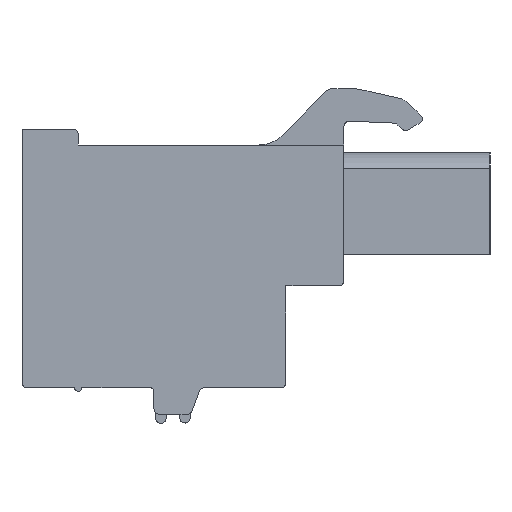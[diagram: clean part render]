
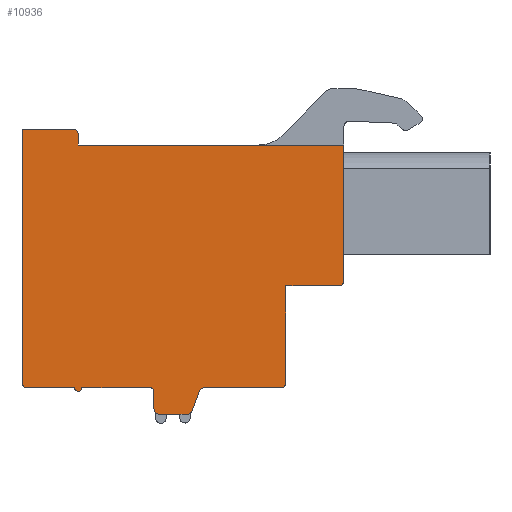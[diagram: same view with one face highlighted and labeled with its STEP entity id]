
A CAD part, left-side view. The second image highlights one B-rep face of the part: STEP entity #10936.
In plain terms, the highlighted planar face has unit normal (-1, 0, 0).
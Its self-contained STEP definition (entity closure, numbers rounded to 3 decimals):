
#102=DIRECTION('',(0.,0.,1.));
#103=VECTOR('',#102,5.5);
#104=CARTESIAN_POINT('',(-66.66,-2.36,-6.54));
#105=LINE('',#104,#103);
#110=CARTESIAN_POINT('',(-66.66,-5.36,-0.74));
#111=DIRECTION('',(1.,0.,0.));
#112=DIRECTION('',(0.,-1.,0.));
#113=AXIS2_PLACEMENT_3D('',#110,#111,#112);
#115=DIRECTION('',(0.,-1.,0.));
#116=VECTOR('',#115,3.);
#117=CARTESIAN_POINT('',(-66.66,-2.36,-1.04));
#118=LINE('',#117,#116);
#119=CARTESIAN_POINT('',(-66.66,-2.06,-6.54));
#120=DIRECTION('',(1.,0.,0.));
#121=DIRECTION('',(0.,-1.,0.));
#122=AXIS2_PLACEMENT_3D('',#119,#120,#121);
#124=DIRECTION('',(0.,1.,0.));
#125=VECTOR('',#124,4.34);
#126=CARTESIAN_POINT('',(-66.66,-2.06,-6.84));
#127=LINE('',#126,#125);
#128=CARTESIAN_POINT('',(-66.66,2.28,-7.14));
#129=DIRECTION('',(-1.,0.,0.));
#130=DIRECTION('',(0.,0.,1.));
#131=AXIS2_PLACEMENT_3D('',#128,#129,#130);
#133=DIRECTION('',(0.,0.345,-0.939));
#134=VECTOR('',#133,1.179);
#135=CARTESIAN_POINT('',(-66.66,2.562,-7.037));
#136=LINE('',#135,#134);
#137=CARTESIAN_POINT('',(-66.66,3.25,-8.04));
#138=DIRECTION('',(1.,0.,0.));
#139=DIRECTION('',(0.,-0.939,-0.345));
#140=AXIS2_PLACEMENT_3D('',#137,#138,#139);
#142=DIRECTION('',(0.,1.,0.));
#143=VECTOR('',#142,1.59);
#144=CARTESIAN_POINT('',(-66.66,3.25,-8.34));
#145=LINE('',#144,#143);
#146=CARTESIAN_POINT('',(-66.66,4.84,-8.04));
#147=DIRECTION('',(1.,0.,0.));
#148=DIRECTION('',(0.,0.,-1.));
#149=AXIS2_PLACEMENT_3D('',#146,#147,#148);
#151=DIRECTION('',(0.,0.,1.));
#152=VECTOR('',#151,1.);
#153=CARTESIAN_POINT('',(-66.66,5.14,-8.04));
#154=LINE('',#153,#152);
#155=CARTESIAN_POINT('',(-66.66,5.34,-7.04));
#156=DIRECTION('',(-1.,0.,0.));
#157=DIRECTION('',(0.,-1.,0.));
#158=AXIS2_PLACEMENT_3D('',#155,#156,#157);
#160=DIRECTION('',(0.,1.,0.));
#161=VECTOR('',#160,3.9);
#162=CARTESIAN_POINT('',(-66.66,5.34,-6.84));
#163=LINE('',#162,#161);
#164=CARTESIAN_POINT('',(-66.66,9.44,-6.84));
#165=DIRECTION('',(1.,0.,0.));
#166=DIRECTION('',(0.,-1.,0.));
#167=AXIS2_PLACEMENT_3D('',#164,#165,#166);
#169=DIRECTION('',(0.,1.,0.));
#170=VECTOR('',#169,2.7);
#171=CARTESIAN_POINT('',(-66.66,9.64,-6.84));
#172=LINE('',#171,#170);
#173=CARTESIAN_POINT('',(-66.66,12.34,-6.54));
#174=DIRECTION('',(1.,0.,0.));
#175=DIRECTION('',(0.,0.,-1.));
#176=AXIS2_PLACEMENT_3D('',#173,#174,#175);
#178=DIRECTION('',(0.,0.,1.));
#179=VECTOR('',#178,14.4);
#180=CARTESIAN_POINT('',(-66.66,12.64,-6.54));
#181=LINE('',#180,#179);
#182=DIRECTION('',(0.,-1.,0.));
#183=VECTOR('',#182,2.9);
#184=CARTESIAN_POINT('',(-66.66,12.64,7.86));
#185=LINE('',#184,#183);
#186=CARTESIAN_POINT('',(-66.66,9.74,7.56));
#187=DIRECTION('',(1.,0.,0.));
#188=DIRECTION('',(0.,0.,1.));
#189=AXIS2_PLACEMENT_3D('',#186,#187,#188);
#191=DIRECTION('',(0.,0.,-1.));
#192=VECTOR('',#191,0.6);
#193=CARTESIAN_POINT('',(-66.66,9.44,7.56));
#194=LINE('',#193,#192);
#195=DIRECTION('',(0.,-1.,0.));
#196=VECTOR('',#195,15.1);
#197=CARTESIAN_POINT('',(-66.66,9.44,6.96));
#198=LINE('',#197,#196);
#3277=DIRECTION('',(0.,0.,1.));
#3278=VECTOR('',#3277,7.7);
#3279=CARTESIAN_POINT('',(-66.66,-5.66,-0.74));
#3280=LINE('',#3279,#3278);
#8255=CARTESIAN_POINT('',(-66.66,9.44,6.96));
#8256=CARTESIAN_POINT('',(-66.66,-5.66,6.96));
#8257=VERTEX_POINT('',#8255);
#8258=VERTEX_POINT('',#8256);
#8259=CARTESIAN_POINT('',(-66.66,-2.36,-6.54));
#8260=CARTESIAN_POINT('',(-66.66,-2.06,-6.84));
#8261=VERTEX_POINT('',#8259);
#8262=VERTEX_POINT('',#8260);
#8263=CARTESIAN_POINT('',(-66.66,2.28,-6.84));
#8264=VERTEX_POINT('',#8263);
#8265=CARTESIAN_POINT('',(-66.66,2.562,-7.037));
#8266=VERTEX_POINT('',#8265);
#8267=CARTESIAN_POINT('',(-66.66,2.968,-8.143));
#8268=VERTEX_POINT('',#8267);
#8269=CARTESIAN_POINT('',(-66.66,3.25,-8.34));
#8270=VERTEX_POINT('',#8269);
#8271=CARTESIAN_POINT('',(-66.66,4.84,-8.34));
#8272=VERTEX_POINT('',#8271);
#8273=CARTESIAN_POINT('',(-66.66,5.14,-8.04));
#8274=VERTEX_POINT('',#8273);
#8275=CARTESIAN_POINT('',(-66.66,5.14,-7.04));
#8276=VERTEX_POINT('',#8275);
#8277=CARTESIAN_POINT('',(-66.66,5.34,-6.84));
#8278=VERTEX_POINT('',#8277);
#8279=CARTESIAN_POINT('',(-66.66,9.24,-6.84));
#8280=VERTEX_POINT('',#8279);
#8281=CARTESIAN_POINT('',(-66.66,9.64,-6.84));
#8282=VERTEX_POINT('',#8281);
#8283=CARTESIAN_POINT('',(-66.66,12.34,-6.84));
#8284=VERTEX_POINT('',#8283);
#8285=CARTESIAN_POINT('',(-66.66,12.64,-6.54));
#8286=VERTEX_POINT('',#8285);
#8287=CARTESIAN_POINT('',(-66.66,12.64,7.86));
#8288=VERTEX_POINT('',#8287);
#8289=CARTESIAN_POINT('',(-66.66,9.74,7.86));
#8290=VERTEX_POINT('',#8289);
#8291=CARTESIAN_POINT('',(-66.66,9.44,7.56));
#8292=VERTEX_POINT('',#8291);
#10719=CARTESIAN_POINT('',(-66.66,-5.66,-0.74));
#10720=VERTEX_POINT('',#10719);
#10721=CARTESIAN_POINT('',(-66.66,-2.36,-1.04));
#10722=VERTEX_POINT('',#10721);
#10723=CARTESIAN_POINT('',(-66.66,-5.36,-1.04));
#10724=VERTEX_POINT('',#10723);
#10888=CARTESIAN_POINT('',(-66.66,0.,0.));
#10889=DIRECTION('',(1.,0.,0.));
#10890=DIRECTION('',(0.,-1.,0.));
#10891=AXIS2_PLACEMENT_3D('',#10888,#10889,#10890);
#10892=PLANE('',#10891);
#10893=ORIENTED_EDGE('',*,*,#10852,.T.);
#10894=ORIENTED_EDGE('',*,*,#10867,.F.);
#10895=ORIENTED_EDGE('',*,*,#10879,.F.);
#10897=ORIENTED_EDGE('',*,*,#10896,.T.);
#10899=ORIENTED_EDGE('',*,*,#10898,.T.);
#10901=ORIENTED_EDGE('',*,*,#10900,.T.);
#10903=ORIENTED_EDGE('',*,*,#10902,.T.);
#10905=ORIENTED_EDGE('',*,*,#10904,.T.);
#10907=ORIENTED_EDGE('',*,*,#10906,.T.);
#10909=ORIENTED_EDGE('',*,*,#10908,.T.);
#10911=ORIENTED_EDGE('',*,*,#10910,.T.);
#10913=ORIENTED_EDGE('',*,*,#10912,.T.);
#10915=ORIENTED_EDGE('',*,*,#10914,.T.);
#10917=ORIENTED_EDGE('',*,*,#10916,.T.);
#10919=ORIENTED_EDGE('',*,*,#10918,.T.);
#10921=ORIENTED_EDGE('',*,*,#10920,.T.);
#10923=ORIENTED_EDGE('',*,*,#10922,.T.);
#10925=ORIENTED_EDGE('',*,*,#10924,.T.);
#10927=ORIENTED_EDGE('',*,*,#10926,.T.);
#10929=ORIENTED_EDGE('',*,*,#10928,.T.);
#10931=ORIENTED_EDGE('',*,*,#10930,.T.);
#10933=ORIENTED_EDGE('',*,*,#10932,.F.);
#10934=EDGE_LOOP('',(#10893,#10894,#10895,#10897,#10899,#10901,#10903,#10905,
#10907,#10909,#10911,#10913,#10915,#10917,#10919,#10921,#10923,#10925,#10927,
#10929,#10931,#10933));
#10935=FACE_OUTER_BOUND('',#10934,.F.);
#10936=ADVANCED_FACE('',(#10935),#10892,.F.);
#114=CIRCLE('',#113,0.3);
#123=CIRCLE('',#122,0.3);
#132=CIRCLE('',#131,0.3);
#141=CIRCLE('',#140,0.3);
#150=CIRCLE('',#149,0.3);
#159=CIRCLE('',#158,0.2);
#168=CIRCLE('',#167,0.2);
#177=CIRCLE('',#176,0.3);
#190=CIRCLE('',#189,0.3);
#10852=EDGE_CURVE('',#10720,#10724,#114,.T.);
#10867=EDGE_CURVE('',#10722,#10724,#118,.T.);
#10879=EDGE_CURVE('',#8261,#10722,#105,.T.);
#10896=EDGE_CURVE('',#8261,#8262,#123,.T.);
#10898=EDGE_CURVE('',#8262,#8264,#127,.T.);
#10900=EDGE_CURVE('',#8264,#8266,#132,.T.);
#10902=EDGE_CURVE('',#8266,#8268,#136,.T.);
#10904=EDGE_CURVE('',#8268,#8270,#141,.T.);
#10906=EDGE_CURVE('',#8270,#8272,#145,.T.);
#10908=EDGE_CURVE('',#8272,#8274,#150,.T.);
#10910=EDGE_CURVE('',#8274,#8276,#154,.T.);
#10912=EDGE_CURVE('',#8276,#8278,#159,.T.);
#10914=EDGE_CURVE('',#8278,#8280,#163,.T.);
#10916=EDGE_CURVE('',#8280,#8282,#168,.T.);
#10918=EDGE_CURVE('',#8282,#8284,#172,.T.);
#10920=EDGE_CURVE('',#8284,#8286,#177,.T.);
#10922=EDGE_CURVE('',#8286,#8288,#181,.T.);
#10924=EDGE_CURVE('',#8288,#8290,#185,.T.);
#10926=EDGE_CURVE('',#8290,#8292,#190,.T.);
#10928=EDGE_CURVE('',#8292,#8257,#194,.T.);
#10930=EDGE_CURVE('',#8257,#8258,#198,.T.);
#10932=EDGE_CURVE('',#10720,#8258,#3280,.T.);
